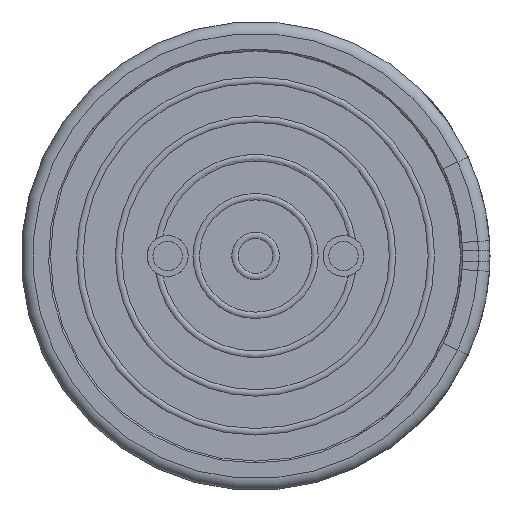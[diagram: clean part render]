
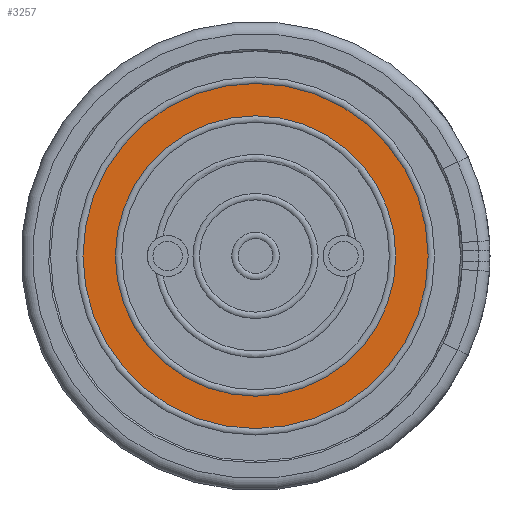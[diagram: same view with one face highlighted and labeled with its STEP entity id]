
A CAD part, front view. The second image highlights one B-rep face of the part: STEP entity #3257.
In plain terms, the highlighted planar face has unit normal (0, -1, 0).
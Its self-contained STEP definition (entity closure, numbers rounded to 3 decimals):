
#66=FACE_BOUND('',#485,.T.);
#217=PLANE('',#3636);
#339=FACE_OUTER_BOUND('',#484,.T.);
#484=EDGE_LOOP('',(#2912,#2913));
#485=EDGE_LOOP('',(#2914,#2915));
#1004=CIRCLE('',#3595,2.945);
#1005=CIRCLE('',#3596,2.945);
#1035=CIRCLE('',#3634,2.393);
#1036=CIRCLE('',#3635,2.393);
#1418=VERTEX_POINT('',#6206);
#1419=VERTEX_POINT('',#6207);
#1446=VERTEX_POINT('',#6278);
#1447=VERTEX_POINT('',#6279);
#1911=EDGE_CURVE('',#1418,#1419,#1004,.T.);
#1912=EDGE_CURVE('',#1419,#1418,#1005,.T.);
#1947=EDGE_CURVE('',#1446,#1447,#1035,.T.);
#1948=EDGE_CURVE('',#1447,#1446,#1036,.T.);
#2912=ORIENTED_EDGE('',*,*,#1911,.T.);
#2913=ORIENTED_EDGE('',*,*,#1912,.T.);
#2914=ORIENTED_EDGE('',*,*,#1947,.T.);
#2915=ORIENTED_EDGE('',*,*,#1948,.T.);
#3257=ADVANCED_FACE('',(#339,#66),#217,.T.);
#3595=AXIS2_PLACEMENT_3D('',#6208,#4399,#4400);
#3596=AXIS2_PLACEMENT_3D('',#6209,#4401,#4402);
#3634=AXIS2_PLACEMENT_3D('',#6280,#4482,#4483);
#3635=AXIS2_PLACEMENT_3D('',#6281,#4484,#4485);
#3636=AXIS2_PLACEMENT_3D('',#6283,#4487,#4488);
#4399=DIRECTION('center_axis',(0.,-1.,0.));
#4400=DIRECTION('ref_axis',(-1.,0.,0.));
#4401=DIRECTION('center_axis',(0.,-1.,0.));
#4402=DIRECTION('ref_axis',(-1.,0.,0.));
#4482=DIRECTION('center_axis',(0.,1.,0.));
#4483=DIRECTION('ref_axis',(-1.,0.,0.));
#4484=DIRECTION('center_axis',(0.,1.,0.));
#4485=DIRECTION('ref_axis',(-1.,0.,0.));
#4487=DIRECTION('center_axis',(0.,-1.,0.));
#4488=DIRECTION('ref_axis',(0.,0.,-1.));
#6206=CARTESIAN_POINT('',(-2.945,0.1,0.));
#6207=CARTESIAN_POINT('',(2.945,0.1,0.));
#6208=CARTESIAN_POINT('Origin',(0.,0.1,0.));
#6209=CARTESIAN_POINT('Origin',(0.,0.1,0.));
#6278=CARTESIAN_POINT('',(-2.393,0.1,0.));
#6279=CARTESIAN_POINT('',(2.393,0.1,0.));
#6280=CARTESIAN_POINT('Origin',(0.,0.1,0.));
#6281=CARTESIAN_POINT('Origin',(0.,0.1,0.));
#6283=CARTESIAN_POINT('Origin',(0.,0.1,0.));
